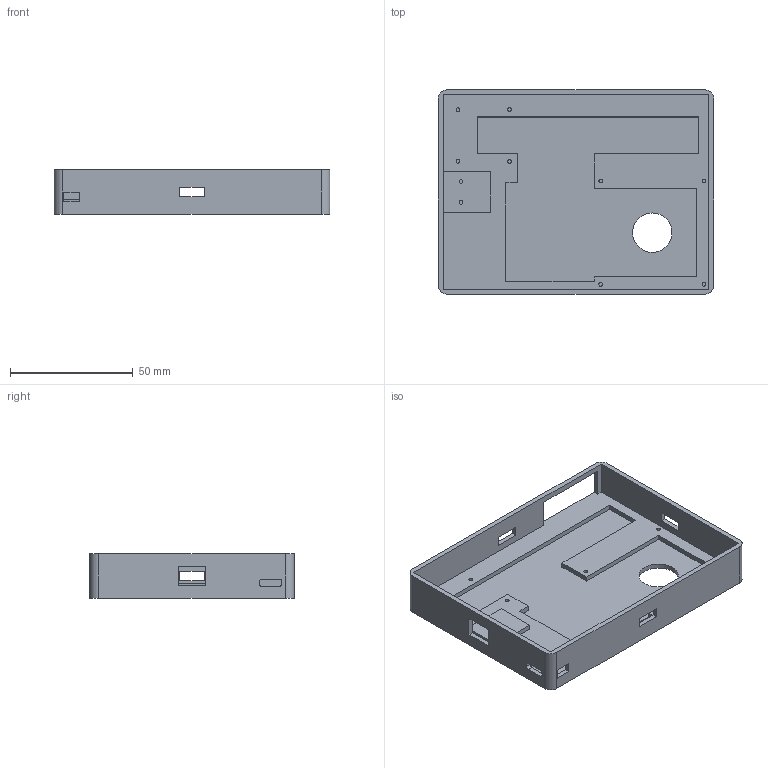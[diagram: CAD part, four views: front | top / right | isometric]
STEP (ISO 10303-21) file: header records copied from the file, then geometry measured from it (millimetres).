
FILE_DESCRIPTION(/* description */ (''),/* implementation_level */ '2;1');
FILE_NAME(/* name */ 'aqi_case v12.step',/* time_stamp */ '2020-11-01T21:59:10-08:00',/* author */ (''),/* organization */ (''),/* preprocessor_version */ 'ST-DEVELOPER v18.1',/* originating_system */ 'Autodesk Translation Framework v9.3.0.1241',/* authorisation */ '');
FILE_SCHEMA (('AUTOMOTIVE_DESIGN { 1 0 10303 214 3 1 1 }'));
Length unit declared in the file: millimetre
Products named in the file (1): aqi_case
Bounding box: 112 x 83 x 18 mm (x, y, z)
Volume: 37321.8 mm3; surface area: 30756.6 mm2
Topology: 1 solids, 1 shells, 87 faces, 223 edges, 148 vertices
Faces by surface type: plane 68, cylinder 19
Full cylindrical faces by diameter (mm): 1.5 x10, 16 x1
Entity records: 2684 total; most frequent: CARTESIAN_POINT 459, ORIENTED_EDGE 446, DIRECTION 437, EDGE_CURVE 223, LINE 185, VECTOR 185, VERTEX_POINT 148, AXIS2_PLACEMENT_3D 126
